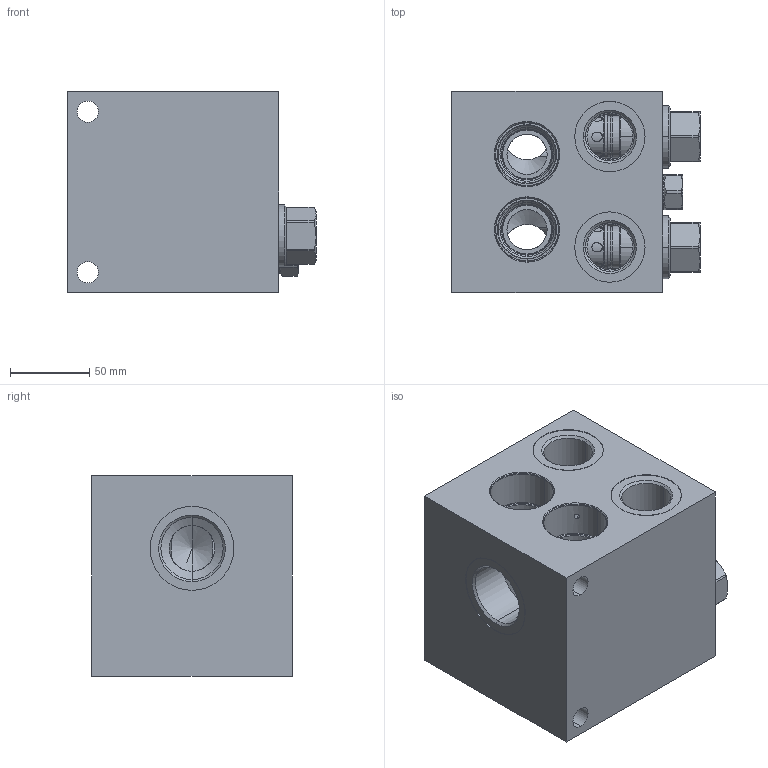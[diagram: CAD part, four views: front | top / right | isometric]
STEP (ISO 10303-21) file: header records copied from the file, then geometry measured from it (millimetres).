
FILE_DESCRIPTION((''),'2;1');
FILE_NAME('HNX_ASM','2021-09-30T',('ProEService'),(''),'PRO/ENGINEER BY PARAMETRIC TECHNOLOGY CORPORATION, 2014200','PRO/ENGINEER BY PARAMETRIC TECHNOLOGY CORPORATION, 2014200','');
FILE_SCHEMA(('CONFIG_CONTROL_DESIGN'));
Length unit declared in the file: inch
Products named in the file (4): 151-181-005; CXGDXCN; CSADXXN; HNX_ASM
Assembly tree (4 placements, depth 2):
  HNX_ASM
    151-181-005
    CXGDXCN  x2
    CSADXXN
Bounding box: 157.18 x 127 x 127 mm (x, y, z)
Volume: 1744488.3 mm3; surface area: 208364.1 mm2
Topology: 9 solids, 9 shells, 664 faces, 1901 edges, 1455 vertices
Faces by surface type: cylinder 310, cone 151, plane 109, torus 68, revolution 24, sphere 2
Entity records: 20296 total; most frequent: CARTESIAN_POINT 6880, DIRECTION 2928, ORIENTED_EDGE 2252, EDGE_CURVE 1126, AXIS2_PLACEMENT_3D 1084, VECTOR 742, LINE 742, VERTEX_POINT 682
